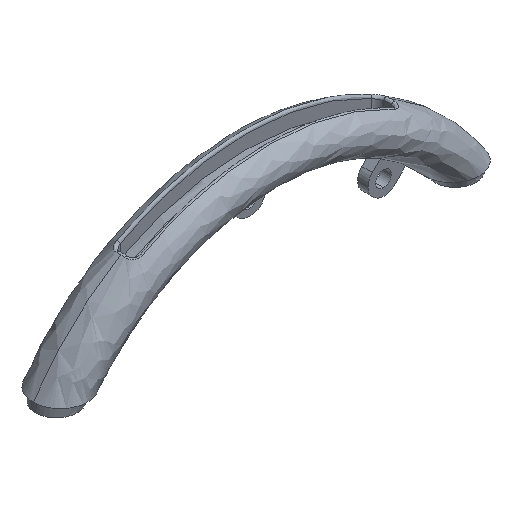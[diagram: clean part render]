
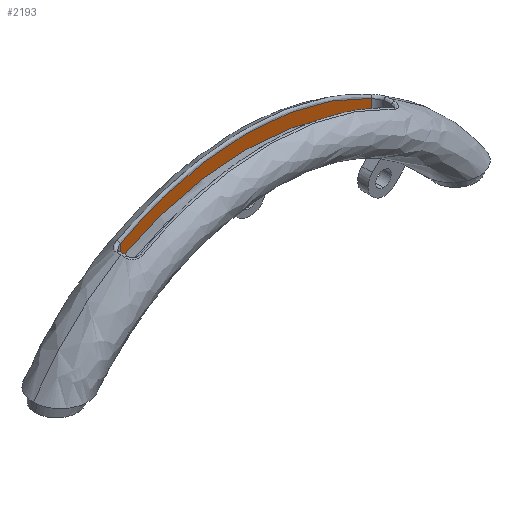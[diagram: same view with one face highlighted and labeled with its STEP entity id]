
A CAD part, isometric view. The second image highlights one B-rep face of the part: STEP entity #2193.
In plain terms, the highlighted planar face has unit normal (0, -1, 0).
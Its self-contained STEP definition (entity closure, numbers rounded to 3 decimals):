
#41 = CARTESIAN_POINT ( 'NONE',  ( 116.529, 4.75, 195.493 ) ) ;
#64 = CARTESIAN_POINT ( 'NONE',  ( 120.265, 4.75, 194.292 ) ) ;
#109 = EDGE_CURVE ( 'NONE', #3207, #1245, #2381, .T. ) ;
#267 = CARTESIAN_POINT ( 'NONE',  ( 90.979, 4.75, 200.317 ) ) ;
#309 = CARTESIAN_POINT ( 'NONE',  ( 80.58, 4.75, 67.146 ) ) ;
#319 = CARTESIAN_POINT ( 'NONE',  ( 43.2, 4.75, 195.035 ) ) ;
#352 = CARTESIAN_POINT ( 'NONE',  ( 140.75, 4.75, 187.024 ) ) ;
#381 = CIRCLE ( 'NONE', #677, 127.032 ) ;
#397 = CARTESIAN_POINT ( 'NONE',  ( 48.248, 4.75, 196.494 ) ) ;
#400 = CARTESIAN_POINT ( 'NONE',  ( 83.097, 4.75, 200.723 ) ) ;
#402 = CARTESIAN_POINT ( 'NONE',  ( 20.25, 4.75, 185.279 ) ) ;
#414 = EDGE_CURVE ( 'NONE', #1245, #2780, #381, .T. ) ;
#524 = CARTESIAN_POINT ( 'NONE',  ( 114.022, 4.75, 196.214 ) ) ;
#603 = CARTESIAN_POINT ( 'NONE',  ( 54.585, 4.75, 198.112 ) ) ;
#668 = CARTESIAN_POINT ( 'NONE',  ( 46.983, 4.75, 196.15 ) ) ;
#677 = AXIS2_PLACEMENT_3D ( 'NONE', #309, #772, #2036 ) ;
#751 = B_SPLINE_CURVE_WITH_KNOTS ( 'NONE', 3,
 ( #1213, #2675, #2975, #2397, #1187, #1022, #64, #41, #524, #1716, #1974, #1259, #267, #3021, #400, #1355, #2613, #1388, #603, #397, #668, #2374, #319, #1303, #1978, #3170, #2130, #2171 ),
 .UNSPECIFIED., .F., .F.,
 ( 4, 2, 2, 2, 2, 2, 2, 2, 2, 2, 2, 2, 2, 4 ),
 ( 0., 0.016, 0.02, 0.024, 0.032, 0.047, 0.055, 0.063, 0.079, 0.095, 0.099, 0.103, 0.111, 0.126 ),
 .UNSPECIFIED. ) ;
#772 = DIRECTION ( 'NONE',  ( 0., -1., 0. ) ) ;
#852 = DIRECTION ( 'NONE',  ( 0., 0., -1. ) ) ;
#1002 = PLANE ( 'NONE',  #2616 ) ;
#1022 = CARTESIAN_POINT ( 'NONE',  ( 121.507, 4.75, 193.871 ) ) ;
#1134 = CARTESIAN_POINT ( 'NONE',  ( 20.25, 4.75, 178.937 ) ) ;
#1187 = CARTESIAN_POINT ( 'NONE',  ( 123.981, 4.75, 192.989 ) ) ;
#1213 = CARTESIAN_POINT ( 'NONE',  ( 140.75, 4.75, 185.366 ) ) ;
#1241 = CARTESIAN_POINT ( 'NONE',  ( 20.25, 4.75, 186.937 ) ) ;
#1245 = VERTEX_POINT ( 'NONE', #2358 ) ;
#1259 = CARTESIAN_POINT ( 'NONE',  ( 93.582, 4.75, 200.073 ) ) ;
#1303 = CARTESIAN_POINT ( 'NONE',  ( 39.438, 4.75, 193.819 ) ) ;
#1355 = CARTESIAN_POINT ( 'NONE',  ( 75.223, 4.75, 200.716 ) ) ;
#1361 = ORIENTED_EDGE ( 'NONE', *, *, #1748, .T. ) ;
#1388 = CARTESIAN_POINT ( 'NONE',  ( 59.7, 4.75, 199.081 ) ) ;
#1716 = CARTESIAN_POINT ( 'NONE',  ( 106.452, 4.75, 198.137 ) ) ;
#1748 = EDGE_CURVE ( 'NONE', #2690, #2780, #3065, .T. ) ;
#1904 = CARTESIAN_POINT ( 'NONE',  ( 140.75, 4.75, 185.366 ) ) ;
#1974 = CARTESIAN_POINT ( 'NONE',  ( 101.343, 4.75, 199.102 ) ) ;
#1978 = CARTESIAN_POINT ( 'NONE',  ( 36.962, 4.75, 192.931 ) ) ;
#2036 = DIRECTION ( 'NONE',  ( 0., 0., -1. ) ) ;
#2069 = EDGE_CURVE ( 'NONE', #3207, #2690, #751, .T. ) ;
#2130 = CARTESIAN_POINT ( 'NONE',  ( 24.876, 4.75, 187.813 ) ) ;
#2171 = CARTESIAN_POINT ( 'NONE',  ( 20.25, 4.75, 185.279 ) ) ;
#2193 = ADVANCED_FACE ( 'NONE', ( #2510 ), #1002, .T. ) ;
#2277 = VECTOR ( 'NONE', #852, 1000. ) ;
#2306 = EDGE_LOOP ( 'NONE', ( #2680, #2838, #1361, #2338 ) ) ;
#2338 = ORIENTED_EDGE ( 'NONE', *, *, #414, .F. ) ;
#2358 = CARTESIAN_POINT ( 'NONE',  ( 140.75, 4.75, 179.024 ) ) ;
#2374 = CARTESIAN_POINT ( 'NONE',  ( 44.46, 4.75, 195.421 ) ) ;
#2376 = VECTOR ( 'NONE', #2724, 1000. ) ;
#2381 = LINE ( 'NONE', #352, #2277 ) ;
#2397 = CARTESIAN_POINT ( 'NONE',  ( 125.216, 4.75, 192.527 ) ) ;
#2487 = DIRECTION ( 'NONE',  ( 1., 0., 0. ) ) ;
#2510 = FACE_OUTER_BOUND ( 'NONE', #2306, .T. ) ;
#2613 = CARTESIAN_POINT ( 'NONE',  ( 70.019, 4.75, 200.384 ) ) ;
#2616 = AXIS2_PLACEMENT_3D ( 'NONE', #1241, #3002, #2487 ) ;
#2675 = CARTESIAN_POINT ( 'NONE',  ( 136.12, 4.75, 187.894 ) ) ;
#2680 = ORIENTED_EDGE ( 'NONE', *, *, #109, .F. ) ;
#2690 = VERTEX_POINT ( 'NONE', #402 ) ;
#2724 = DIRECTION ( 'NONE',  ( 0., 0., -1. ) ) ;
#2780 = VERTEX_POINT ( 'NONE', #1134 ) ;
#2838 = ORIENTED_EDGE ( 'NONE', *, *, #2069, .T. ) ;
#2975 = CARTESIAN_POINT ( 'NONE',  ( 131.351, 4.75, 190.12 ) ) ;
#3002 = DIRECTION ( 'NONE',  ( 0., -1., 0. ) ) ;
#3021 = CARTESIAN_POINT ( 'NONE',  ( 85.74, 4.75, 200.642 ) ) ;
#3028 = CARTESIAN_POINT ( 'NONE',  ( 20.25, 4.75, 186.937 ) ) ;
#3065 = LINE ( 'NONE', #3028, #2376 ) ;
#3170 = CARTESIAN_POINT ( 'NONE',  ( 29.633, 4.75, 190.041 ) ) ;
#3207 = VERTEX_POINT ( 'NONE', #1904 ) ;
